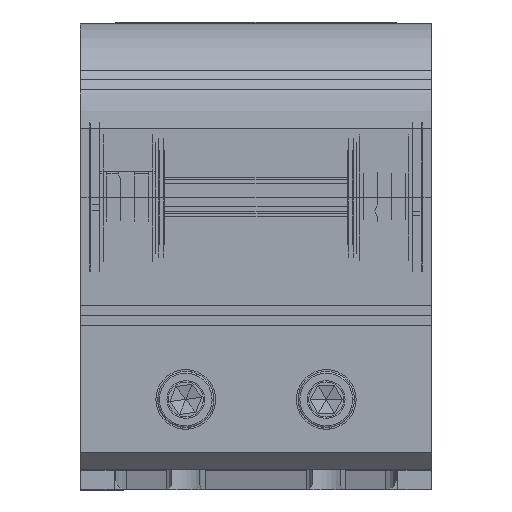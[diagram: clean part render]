
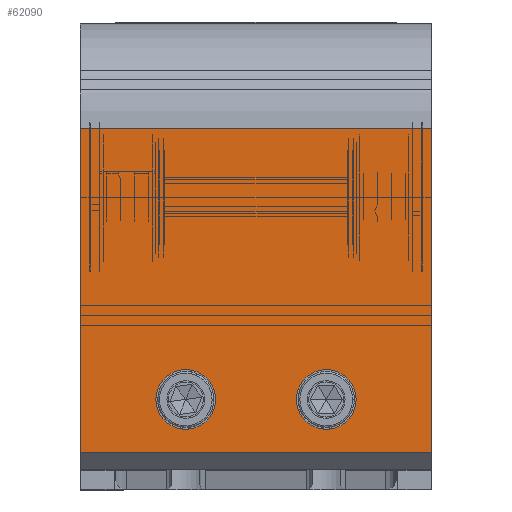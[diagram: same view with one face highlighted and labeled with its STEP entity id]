
A CAD part, top view. The second image highlights one B-rep face of the part: STEP entity #62090.
In plain terms, the highlighted planar face has unit normal (0, 0, 1).
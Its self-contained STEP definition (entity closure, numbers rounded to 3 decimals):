
#920 = ORIENTED_EDGE ( 'NONE', *, *, #201075, .F. ) ;
#4901 = DIRECTION ( 'NONE',  ( 0., 0., -1. ) ) ;
#5140 = CARTESIAN_POINT ( 'NONE',  ( 201.658, 295.108, 657.202 ) ) ;
#5290 = EDGE_LOOP ( 'NONE', ( #276506, #920 ) ) ;
#8011 = VERTEX_POINT ( 'NONE', #177086 ) ;
#8488 = CARTESIAN_POINT ( 'NONE',  ( 101.658, 203.108, 657.202 ) ) ;
#9556 = ORIENTED_EDGE ( 'NONE', *, *, #49100, .F. ) ;
#15851 = AXIS2_PLACEMENT_3D ( 'NONE', #129928, #87320, #293191 ) ;
#22595 = CARTESIAN_POINT ( 'NONE',  ( 101.658, 203.108, 657.202 ) ) ;
#30232 = VERTEX_POINT ( 'NONE', #5140 ) ;
#31149 = VECTOR ( 'NONE', #50611, 1000. ) ;
#34863 = CARTESIAN_POINT ( 'NONE',  ( 201.658, 295.108, 657.202 ) ) ;
#39033 = CARTESIAN_POINT ( 'NONE',  ( 123.158, 218.108, 657.202 ) ) ;
#42324 = VECTOR ( 'NONE', #260526, 1000. ) ;
#49100 = EDGE_CURVE ( 'NONE', #168874, #108788, #116498, .T. ) ;
#49707 = CARTESIAN_POINT ( 'NONE',  ( 101.658, 295.108, 657.202 ) ) ;
#50611 = DIRECTION ( 'NONE',  ( -1., 0., 0. ) ) ;
#52206 = FACE_BOUND ( 'NONE', #167248, .T. ) ;
#60573 = CARTESIAN_POINT ( 'NONE',  ( 201.658, 203.108, 657.202 ) ) ;
#62090 = ADVANCED_FACE ( 'NONE', ( #52206, #187617, #282303 ), #213521, .F. ) ;
#69069 = DIRECTION ( 'NONE',  ( 1., 0., 0. ) ) ;
#71828 = VERTEX_POINT ( 'NONE', #49707 ) ;
#76043 = CARTESIAN_POINT ( 'NONE',  ( 201.658, 203.108, 657.202 ) ) ;
#81973 = LINE ( 'NONE', #34863, #31149 ) ;
#82692 = AXIS2_PLACEMENT_3D ( 'NONE', #191838, #284996, #209095 ) ;
#87320 = DIRECTION ( 'NONE',  ( 0., 0., 1. ) ) ;
#88471 = CARTESIAN_POINT ( 'NONE',  ( 163.158, 218.108, 657.202 ) ) ;
#90169 = EDGE_CURVE ( 'NONE', #134211, #200604, #167379, .T. ) ;
#90191 = EDGE_CURVE ( 'NONE', #30232, #134211, #292330, .T. ) ;
#105967 = EDGE_CURVE ( 'NONE', #30232, #71828, #81973, .T. ) ;
#106437 = ORIENTED_EDGE ( 'NONE', *, *, #183401, .F. ) ;
#108788 = VERTEX_POINT ( 'NONE', #229898 ) ;
#116498 = CIRCLE ( 'NONE', #82692, 8.5 ) ;
#117465 = AXIS2_PLACEMENT_3D ( 'NONE', #140365, #4901, #190617 ) ;
#126977 = DIRECTION ( 'NONE',  ( 0., 0., 1. ) ) ;
#129928 = CARTESIAN_POINT ( 'NONE',  ( 171.658, 218.108, 657.202 ) ) ;
#134211 = VERTEX_POINT ( 'NONE', #60573 ) ;
#140365 = CARTESIAN_POINT ( 'NONE',  ( 201.658, 203.108, 657.202 ) ) ;
#145441 = LINE ( 'NONE', #8488, #234747 ) ;
#146959 = CIRCLE ( 'NONE', #15851, 8.5 ) ;
#149868 = CARTESIAN_POINT ( 'NONE',  ( 131.658, 218.108, 657.202 ) ) ;
#160327 = DIRECTION ( 'NONE',  ( 0., 0., 1. ) ) ;
#167248 = EDGE_LOOP ( 'NONE', ( #106437, #9556 ) ) ;
#167379 = LINE ( 'NONE', #76043, #42324 ) ;
#168874 = VERTEX_POINT ( 'NONE', #39033 ) ;
#169929 = EDGE_CURVE ( 'NONE', #8011, #281691, #237403, .T. ) ;
#174865 = DIRECTION ( 'NONE',  ( 0., -1., 0. ) ) ;
#176147 = AXIS2_PLACEMENT_3D ( 'NONE', #149868, #126977, #220068 ) ;
#177086 = CARTESIAN_POINT ( 'NONE',  ( 180.158, 218.108, 657.202 ) ) ;
#179348 = ORIENTED_EDGE ( 'NONE', *, *, #105967, .T. ) ;
#183401 = EDGE_CURVE ( 'NONE', #108788, #168874, #263997, .T. ) ;
#187617 = FACE_BOUND ( 'NONE', #5290, .T. ) ;
#190617 = DIRECTION ( 'NONE',  ( 0., 1., 0. ) ) ;
#191225 = DIRECTION ( 'NONE',  ( 0., -1., 0. ) ) ;
#191838 = CARTESIAN_POINT ( 'NONE',  ( 131.658, 218.108, 657.202 ) ) ;
#198442 = AXIS2_PLACEMENT_3D ( 'NONE', #279379, #160327, #69069 ) ;
#200604 = VERTEX_POINT ( 'NONE', #22595 ) ;
#200738 = EDGE_LOOP ( 'NONE', ( #284972, #269252, #227181, #179348 ) ) ;
#201075 = EDGE_CURVE ( 'NONE', #281691, #8011, #146959, .T. ) ;
#209095 = DIRECTION ( 'NONE',  ( 1., 0., 0. ) ) ;
#213521 = PLANE ( 'NONE',  #117465 ) ;
#220068 = DIRECTION ( 'NONE',  ( 1., 0., 0. ) ) ;
#227181 = ORIENTED_EDGE ( 'NONE', *, *, #90191, .F. ) ;
#229898 = CARTESIAN_POINT ( 'NONE',  ( 140.158, 218.108, 657.202 ) ) ;
#234747 = VECTOR ( 'NONE', #191225, 1000. ) ;
#237403 = CIRCLE ( 'NONE', #198442, 8.5 ) ;
#243541 = CARTESIAN_POINT ( 'NONE',  ( 201.658, 203.108, 657.202 ) ) ;
#260526 = DIRECTION ( 'NONE',  ( -1., 0., 0. ) ) ;
#263997 = CIRCLE ( 'NONE', #176147, 8.5 ) ;
#269252 = ORIENTED_EDGE ( 'NONE', *, *, #90169, .F. ) ;
#276506 = ORIENTED_EDGE ( 'NONE', *, *, #169929, .F. ) ;
#279379 = CARTESIAN_POINT ( 'NONE',  ( 171.658, 218.108, 657.202 ) ) ;
#281691 = VERTEX_POINT ( 'NONE', #88471 ) ;
#282303 = FACE_OUTER_BOUND ( 'NONE', #200738, .T. ) ;
#284972 = ORIENTED_EDGE ( 'NONE', *, *, #296889, .T. ) ;
#284996 = DIRECTION ( 'NONE',  ( 0., 0., 1. ) ) ;
#285747 = VECTOR ( 'NONE', #174865, 1000. ) ;
#292330 = LINE ( 'NONE', #243541, #285747 ) ;
#293191 = DIRECTION ( 'NONE',  ( 1., 0., 0. ) ) ;
#296889 = EDGE_CURVE ( 'NONE', #71828, #200604, #145441, .T. ) ;
